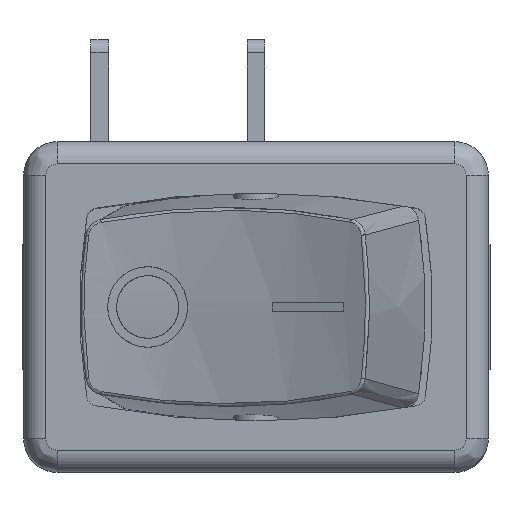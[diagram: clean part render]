
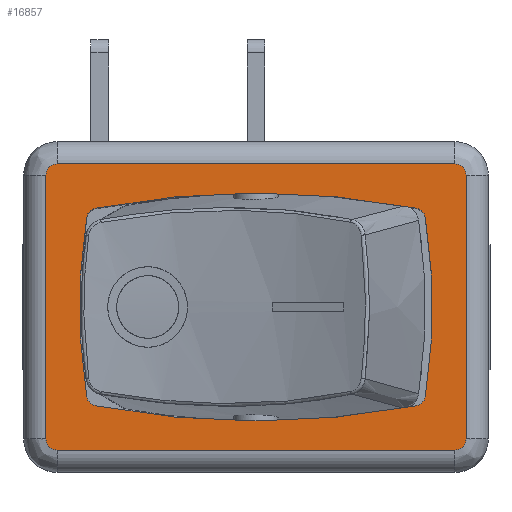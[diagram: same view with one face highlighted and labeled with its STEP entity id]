
A CAD part, top view. The second image highlights one B-rep face of the part: STEP entity #16857.
In plain terms, the highlighted planar face has unit normal (0, 0, 1).
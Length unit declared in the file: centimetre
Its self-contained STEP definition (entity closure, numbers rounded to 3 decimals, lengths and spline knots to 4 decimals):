
#105=FACE_BOUND('',#2957,.T.);
#499=CIRCLE('',#17555,3.82);
#501=CIRCLE('',#17558,0.05);
#503=CIRCLE('',#17561,2.5);
#505=CIRCLE('',#17564,0.05);
#507=CIRCLE('',#17567,3.82);
#509=CIRCLE('',#17570,0.05);
#511=CIRCLE('',#17573,2.5);
#513=CIRCLE('',#17576,0.05);
#517=CIRCLE('',#17582,0.05);
#521=CIRCLE('',#17586,0.05);
#525=CIRCLE('',#17592,0.05);
#529=CIRCLE('',#17596,0.05);
#1066=PLANE('',#17602);
#1967=FACE_OUTER_BOUND('',#2956,.T.);
#2956=EDGE_LOOP('',(#15871,#15872,#15873,#15874,#15875,#15876,#15877,#15878));
#2957=EDGE_LOOP('',(#15879,#15880,#15881,#15882,#15883,#15884,#15885,#15886));
#5271=LINE('',#31683,#6953);
#5273=LINE('',#31719,#6955);
#5276=LINE('',#31726,#6958);
#5278=LINE('',#31757,#6960);
#6953=VECTOR('',#20682,1.);
#6955=VECTOR('',#20702,1.);
#6958=VECTOR('',#20709,1.);
#6960=VECTOR('',#20725,1.);
#8551=VERTEX_POINT('',#31633);
#8552=VERTEX_POINT('',#31635);
#8554=VERTEX_POINT('',#31641);
#8556=VERTEX_POINT('',#31647);
#8558=VERTEX_POINT('',#31653);
#8560=VERTEX_POINT('',#31659);
#8562=VERTEX_POINT('',#31665);
#8564=VERTEX_POINT('',#31671);
#8566=VERTEX_POINT('',#31680);
#8567=VERTEX_POINT('',#31682);
#8570=VERTEX_POINT('',#31697);
#8571=VERTEX_POINT('',#31710);
#8574=VERTEX_POINT('',#31717);
#8575=VERTEX_POINT('',#31722);
#8578=VERTEX_POINT('',#31737);
#8579=VERTEX_POINT('',#31750);
#10969=EDGE_CURVE('',#8552,#8551,#499,.T.);
#10972=EDGE_CURVE('',#8554,#8552,#501,.T.);
#10975=EDGE_CURVE('',#8556,#8554,#503,.T.);
#10978=EDGE_CURVE('',#8558,#8556,#505,.T.);
#10981=EDGE_CURVE('',#8560,#8558,#507,.T.);
#10984=EDGE_CURVE('',#8562,#8560,#509,.T.);
#10987=EDGE_CURVE('',#8564,#8562,#511,.T.);
#10990=EDGE_CURVE('',#8551,#8564,#513,.T.);
#10992=EDGE_CURVE('',#8566,#8567,#5271,.T.);
#10996=EDGE_CURVE('',#8570,#8566,#517,.T.);
#11000=EDGE_CURVE('',#8567,#8571,#521,.T.);
#11002=EDGE_CURVE('',#8574,#8570,#5273,.T.);
#11006=EDGE_CURVE('',#8571,#8575,#5276,.T.);
#11008=EDGE_CURVE('',#8578,#8574,#525,.T.);
#11012=EDGE_CURVE('',#8575,#8579,#529,.T.);
#11014=EDGE_CURVE('',#8579,#8578,#5278,.T.);
#15871=ORIENTED_EDGE('',*,*,#10992,.F.);
#15872=ORIENTED_EDGE('',*,*,#10996,.F.);
#15873=ORIENTED_EDGE('',*,*,#11002,.F.);
#15874=ORIENTED_EDGE('',*,*,#11008,.F.);
#15875=ORIENTED_EDGE('',*,*,#11014,.F.);
#15876=ORIENTED_EDGE('',*,*,#11012,.F.);
#15877=ORIENTED_EDGE('',*,*,#11006,.F.);
#15878=ORIENTED_EDGE('',*,*,#11000,.F.);
#15879=ORIENTED_EDGE('',*,*,#10969,.T.);
#15880=ORIENTED_EDGE('',*,*,#10990,.T.);
#15881=ORIENTED_EDGE('',*,*,#10987,.T.);
#15882=ORIENTED_EDGE('',*,*,#10984,.T.);
#15883=ORIENTED_EDGE('',*,*,#10981,.T.);
#15884=ORIENTED_EDGE('',*,*,#10978,.T.);
#15885=ORIENTED_EDGE('',*,*,#10975,.T.);
#15886=ORIENTED_EDGE('',*,*,#10972,.T.);
#16857=ADVANCED_FACE('',(#1967,#105),#1066,.T.);
#17555=AXIS2_PLACEMENT_3D('',#31636,#20625,#20626);
#17558=AXIS2_PLACEMENT_3D('',#31642,#20632,#20633);
#17561=AXIS2_PLACEMENT_3D('',#31648,#20639,#20640);
#17564=AXIS2_PLACEMENT_3D('',#31654,#20646,#20647);
#17567=AXIS2_PLACEMENT_3D('',#31660,#20653,#20654);
#17570=AXIS2_PLACEMENT_3D('',#31666,#20660,#20661);
#17573=AXIS2_PLACEMENT_3D('',#31672,#20667,#20668);
#17576=AXIS2_PLACEMENT_3D('',#31676,#20674,#20675);
#17582=AXIS2_PLACEMENT_3D('',#31699,#20688,#20689);
#17586=AXIS2_PLACEMENT_3D('',#31714,#20696,#20697);
#17592=AXIS2_PLACEMENT_3D('',#31739,#20712,#20713);
#17596=AXIS2_PLACEMENT_3D('',#31754,#20720,#20721);
#17602=AXIS2_PLACEMENT_3D('',#31767,#20739,#20740);
#20625=DIRECTION('center_axis',(0.,0.,
-1.));
#20626=DIRECTION('ref_axis',(-0.188,-0.982,0.));
#20632=DIRECTION('center_axis',(0.,0.,
-1.));
#20633=DIRECTION('ref_axis',(0.188,-0.982,0.));
#20639=DIRECTION('center_axis',(0.,0.,
-1.));
#20640=DIRECTION('ref_axis',(0.987,-0.16,0.));
#20646=DIRECTION('center_axis',(0.,0.,
-1.));
#20647=DIRECTION('ref_axis',(0.987,0.16,0.));
#20653=DIRECTION('center_axis',(0.,0.,
-1.));
#20654=DIRECTION('ref_axis',(0.188,0.982,0.));
#20660=DIRECTION('center_axis',(0.,0.,
-1.));
#20661=DIRECTION('ref_axis',(-0.188,0.982,0.));
#20667=DIRECTION('center_axis',(0.,0.,
-1.));
#20668=DIRECTION('ref_axis',(-0.987,0.16,0.));
#20674=DIRECTION('center_axis',(0.,0.,
-1.));
#20675=DIRECTION('ref_axis',(-0.987,-0.16,0.));
#20682=DIRECTION('',(0.,1.,0.));
#20688=DIRECTION('center_axis',(0.,0.,
-1.));
#20689=DIRECTION('ref_axis',(-0.707,-0.707,0.));
#20696=DIRECTION('center_axis',(0.,0.,
-1.));
#20697=DIRECTION('ref_axis',(-0.707,0.707,0.));
#20702=DIRECTION('',(-1.,0.,0.));
#20709=DIRECTION('',(1.,0.,0.));
#20712=DIRECTION('center_axis',(0.,0.,
-1.));
#20713=DIRECTION('ref_axis',(0.707,-0.707,0.));
#20720=DIRECTION('center_axis',(0.,0.,
-1.));
#20721=DIRECTION('ref_axis',(0.707,0.707,0.));
#20725=DIRECTION('',(0.,-1.,0.));
#20739=DIRECTION('center_axis',(0.,0.,
1.));
#20740=DIRECTION('ref_axis',(1.,0.,0.));
#31633=CARTESIAN_POINT('',(0.7177,0.442,1.6));
#31635=CARTESIAN_POINT('',(-0.7177,0.442,1.6));
#31636=CARTESIAN_POINT('Origin',(0.,-3.31,1.6));
#31641=CARTESIAN_POINT('',(-0.7576,0.4009,1.6));
#31642=CARTESIAN_POINT('Origin',(-0.7083,0.3929,1.6));
#31647=CARTESIAN_POINT('',(-0.7576,-0.4009,1.6));
#31648=CARTESIAN_POINT('Origin',(1.71,0.,1.6));
#31653=CARTESIAN_POINT('',(-0.7177,-0.442,1.6));
#31654=CARTESIAN_POINT('Origin',(-0.7083,-0.3929,
1.6));
#31659=CARTESIAN_POINT('',(0.7177,-0.442,1.6));
#31660=CARTESIAN_POINT('Origin',(0.,3.31,1.6));
#31665=CARTESIAN_POINT('',(0.7576,-0.4009,1.6));
#31666=CARTESIAN_POINT('Origin',(0.7083,-0.3929,1.6));
#31671=CARTESIAN_POINT('',(0.7576,0.4009,1.6));
#31672=CARTESIAN_POINT('Origin',(-1.71,0.,1.6));
#31676=CARTESIAN_POINT('Origin',(0.7083,0.3929,1.6));
#31680=CARTESIAN_POINT('',(-0.94,-0.59,1.6));
#31682=CARTESIAN_POINT('',(-0.94,0.59,1.6));
#31683=CARTESIAN_POINT('',(-0.94,-0.295,1.6));
#31697=CARTESIAN_POINT('',(-0.89,-0.64,1.6));
#31699=CARTESIAN_POINT('Origin',(-0.89,-0.59,1.6));
#31710=CARTESIAN_POINT('',(-0.89,0.64,1.6));
#31714=CARTESIAN_POINT('Origin',(-0.89,0.59,1.6));
#31717=CARTESIAN_POINT('',(0.89,-0.64,1.6));
#31719=CARTESIAN_POINT('',(0.445,-0.64,1.6));
#31722=CARTESIAN_POINT('',(0.89,0.64,1.6));
#31726=CARTESIAN_POINT('',(-0.445,0.64,1.6));
#31737=CARTESIAN_POINT('',(0.94,-0.59,1.6));
#31739=CARTESIAN_POINT('Origin',(0.89,-0.59,1.6));
#31750=CARTESIAN_POINT('',(0.94,0.59,1.6));
#31754=CARTESIAN_POINT('Origin',(0.89,0.59,1.6));
#31757=CARTESIAN_POINT('',(0.94,0.295,1.6));
#31767=CARTESIAN_POINT('Origin',(0.,0.,
1.6));
